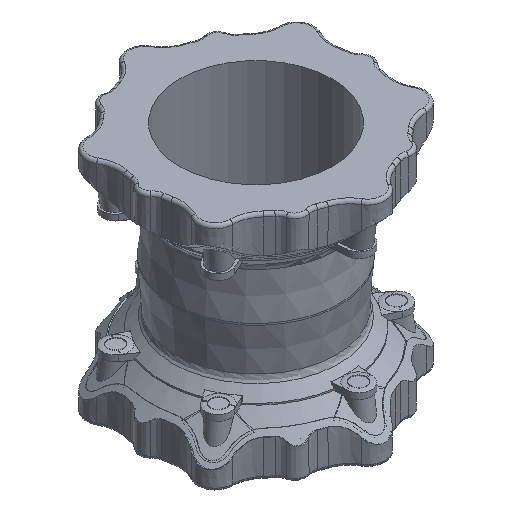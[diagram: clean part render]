
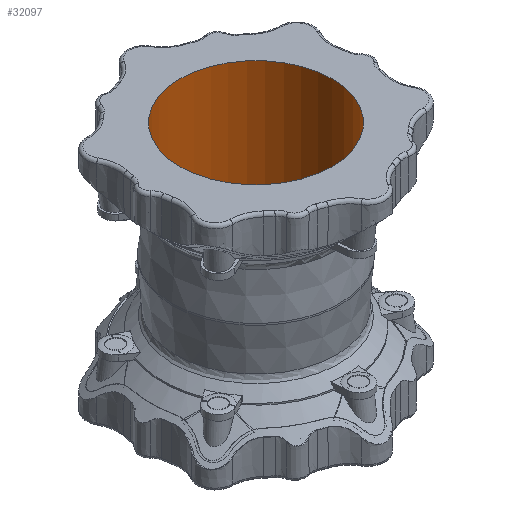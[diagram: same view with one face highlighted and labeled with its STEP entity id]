
A CAD part, isometric view. The second image highlights one B-rep face of the part: STEP entity #32097.
In plain terms, the highlighted cylindrical face has radius 128.5 mm (diameter 257 mm), a full revolution.
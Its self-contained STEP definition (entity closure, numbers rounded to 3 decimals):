
#7910 = AXIS2_PLACEMENT_3D ( 'NONE', #32907, #32908, #32902 ) ;
#13731 = ORIENTED_EDGE ( 'NONE', *, *, #14975, .F. ) ;
#13732 = ORIENTED_EDGE ( 'NONE', *, *, #14673, .T. ) ;
#14673 = EDGE_CURVE ( 'NONE', #35631, #35631, #18557, .T. ) ;
#14975 = EDGE_CURVE ( 'NONE', #35648, #35648, #18610, .T. ) ;
#15677 = EDGE_LOOP ( 'NONE', ( #13731 ) ) ;
#15681 = EDGE_LOOP ( 'NONE', ( #13732 ) ) ;
#18557 = CIRCLE ( 'NONE', #20295, 128.5 ) ;
#18610 = CIRCLE ( 'NONE', #20479, 128.5 ) ;
#20295 = AXIS2_PLACEMENT_3D ( 'NONE', #29567, #29568, #29569 ) ;
#20479 = AXIS2_PLACEMENT_3D ( 'NONE', #34055, #34057, #34059 ) ;
#25343 = CARTESIAN_POINT ( 'NONE',  ( 128.5, 0., 195. ) ) ;
#25346 = CARTESIAN_POINT ( 'NONE',  ( 128.5, 0., -195. ) ) ;
#29567 = CARTESIAN_POINT ( 'NONE',  ( 0., 0., 195. ) ) ;
#29568 = DIRECTION ( 'NONE',  ( 0., 0., 1. ) ) ;
#29569 = DIRECTION ( 'NONE',  ( 1., 0., 0. ) ) ;
#32097 = ADVANCED_FACE ( 'NONE', ( #33955, #33951 ), #33963, .F. ) ;
#32902 = DIRECTION ( 'NONE',  ( 1., 0., 0. ) ) ;
#32907 = CARTESIAN_POINT ( 'NONE',  ( 0., 0., -195. ) ) ;
#32908 = DIRECTION ( 'NONE',  ( 0., 0., 1. ) ) ;
#33951 = FACE_OUTER_BOUND ( 'NONE', #15681, .T. ) ;
#33955 = FACE_OUTER_BOUND ( 'NONE', #15677, .T. ) ;
#33963 = CYLINDRICAL_SURFACE ( 'NONE', #7910, 128.5 ) ;
#34055 = CARTESIAN_POINT ( 'NONE',  ( 0., 0., -195. ) ) ;
#34057 = DIRECTION ( 'NONE',  ( 0., 0., 1. ) ) ;
#34059 = DIRECTION ( 'NONE',  ( 1., 0., 0. ) ) ;
#35631 = VERTEX_POINT ( 'NONE', #25343 ) ;
#35648 = VERTEX_POINT ( 'NONE', #25346 ) ;
